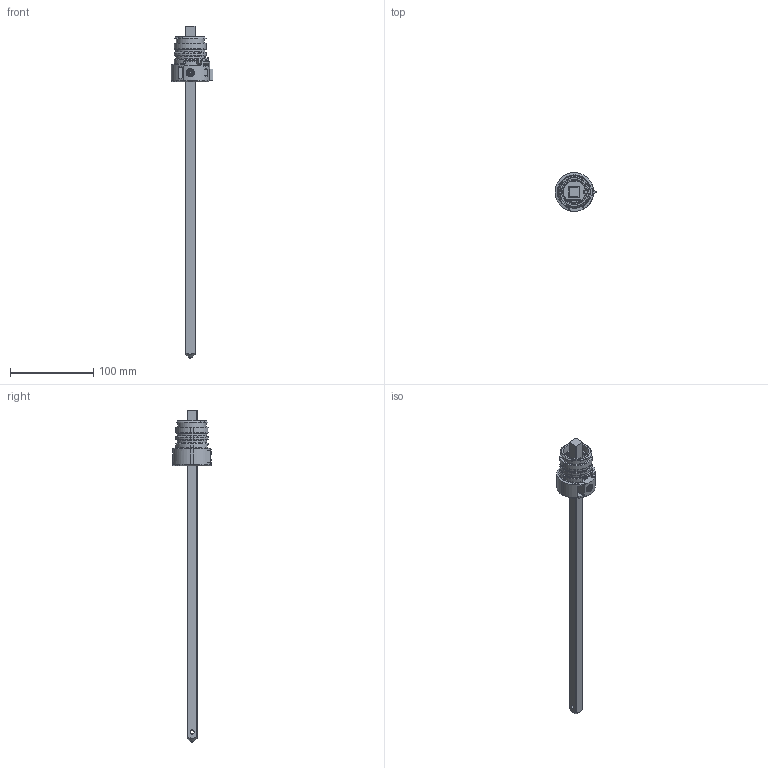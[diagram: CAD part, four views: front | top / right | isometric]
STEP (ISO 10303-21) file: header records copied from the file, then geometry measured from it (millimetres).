
FILE_DESCRIPTION(/* description */ (''),/* implementation_level */ '2;1');
FILE_NAME(/* name */ 'FILE_STP_CAD_DRAWING_3d_GLX7400S12_prt.stp',/* time_stamp */ '2023-03-24T17:51:41+01:00',/* author */ (''),/* organization */ (''),/* preprocessor_version */ 'ST-DEVELOPER v16.7',/* originating_system */ 'SIEMENS PLM Software NX 12.0',/* authorisation */ '');
FILE_SCHEMA (('AUTOMOTIVE_DESIGN { 1 0 10303 214 3 1 1 1 }'));
Length unit declared in the file: millimetre
Products named in the file (1): 3d_GLX7400S12
Bounding box: 50.51 x 46.57 x 400 mm (x, y, z)
Surface area: 40001 mm2 (no closed solid volume)
Topology: 0 solids, 4 shells, 642 faces, 1554 edges, 903 vertices
Faces by surface type: plane 165, cylinder 134, bspline 131, cone 108, torus 57, sphere 38, extrusion 6, revolution 3
Full cylindrical faces by diameter (mm): 5 x1, 10 x1, 33.75 x1, 35.1 x2
Entity records: 24711 total; most frequent: CARTESIAN_POINT 11054, ORIENTED_EDGE 2974, DIRECTION 2634, EDGE_CURVE 1487, AXIS2_PLACEMENT_3D 1100, VERTEX_POINT 892, EDGE_LOOP 691, ADVANCED_FACE 642
